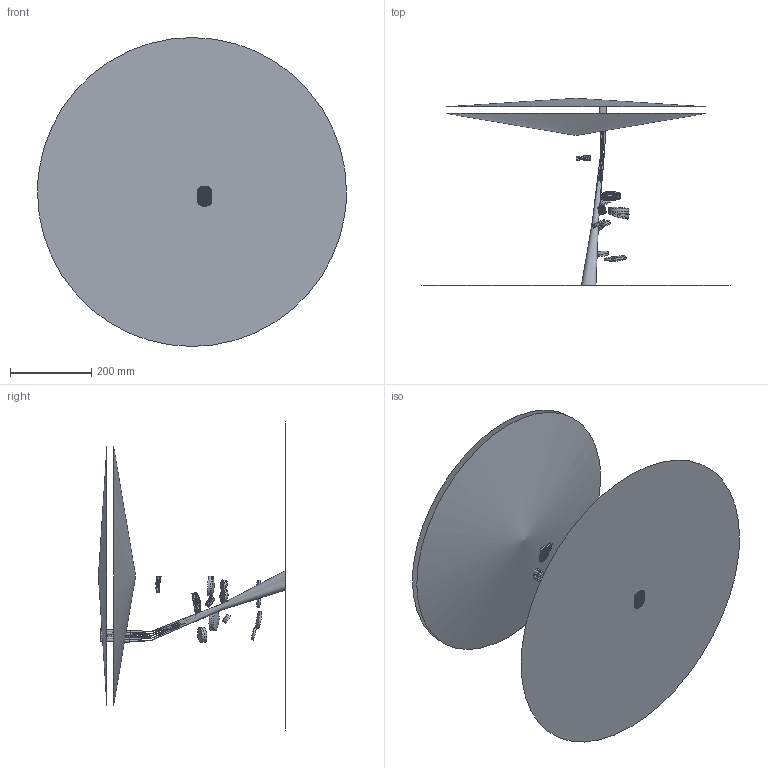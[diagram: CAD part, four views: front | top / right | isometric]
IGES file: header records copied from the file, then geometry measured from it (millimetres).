
Global section: file name: model1-ray4.IGS; native system: HarmonyWare Translators; preprocessor: HarmonyWare IGES v1.4.8; date: 20060103.172230; units: millimetre
Bounding box: 762 x 461.44 x 762 mm (x, y, z)
Volume: 1031859 mm3; surface area: 1394585.6 mm2
Topology: 56 solids, 3467 shells, 20063 faces, 45858 edges, 22190 vertices
Faces by surface type: bspline 20063
